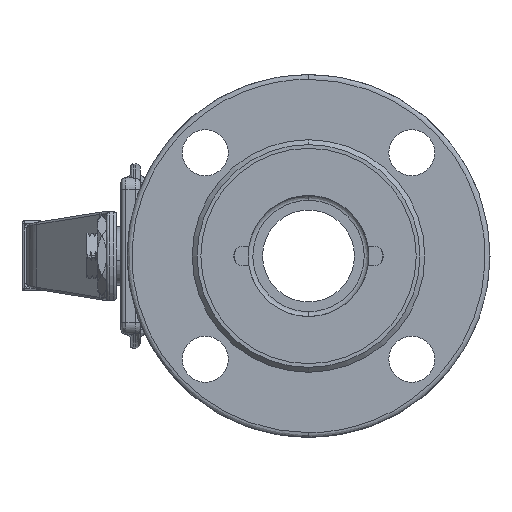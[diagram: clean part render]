
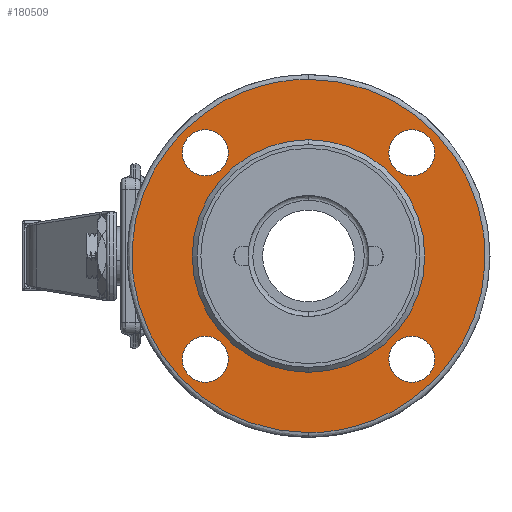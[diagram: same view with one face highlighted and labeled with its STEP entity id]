
A CAD part, left-side view. The second image highlights one B-rep face of the part: STEP entity #180509.
In plain terms, the highlighted planar face has unit normal (-1, 0, 0).
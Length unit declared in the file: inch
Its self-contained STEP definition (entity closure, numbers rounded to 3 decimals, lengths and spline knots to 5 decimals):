
#684 = VERTEX_POINT ( 'NONE', #207478 ) ;
#953 = EDGE_CURVE ( 'NONE', #158663, #166736, #194821, .T. ) ;
#4947 = EDGE_CURVE ( 'NONE', #152390, #202896, #17603, .T. ) ;
#5697 = CARTESIAN_POINT ( 'NONE',  ( -2.48031, -1.68007, -1.30606 ) ) ;
#5879 = CARTESIAN_POINT ( 'NONE',  ( -2.48031, 2.95276, 0. ) ) ;
#7058 = FACE_BOUND ( 'NONE', #76976, .T. ) ;
#9394 = PLANE ( 'NONE',  #175736 ) ;
#11324 = CIRCLE ( 'NONE', #33983, 0.37402 ) ;
#12250 = CARTESIAN_POINT ( 'NONE',  ( -2.48031, 0., 2.87402 ) ) ;
#12820 = EDGE_LOOP ( 'NONE', ( #182253, #205054 ) ) ;
#14579 = VERTEX_POINT ( 'NONE', #5697 ) ;
#14693 = DIRECTION ( 'NONE',  ( 1., 0., 0. ) ) ;
#16749 = CARTESIAN_POINT ( 'NONE',  ( -2.48031, 1.68007, -1.68007 ) ) ;
#17502 = DIRECTION ( 'NONE',  ( 0., 0., -1. ) ) ;
#17603 = CIRCLE ( 'NONE', #55546, 1.89173 ) ;
#17986 = AXIS2_PLACEMENT_3D ( 'NONE', #177890, #144620, #179055 ) ;
#18097 = ORIENTED_EDGE ( 'NONE', *, *, #208993, .T. ) ;
#18573 = CARTESIAN_POINT ( 'NONE',  ( -2.48031, 0., 0. ) ) ;
#18890 = DIRECTION ( 'NONE',  ( 1., 0., 0. ) ) ;
#18982 = EDGE_LOOP ( 'NONE', ( #219282, #162913 ) ) ;
#20721 = ORIENTED_EDGE ( 'NONE', *, *, #203817, .T. ) ;
#24188 = EDGE_LOOP ( 'NONE', ( #20721, #178192 ) ) ;
#28638 = CARTESIAN_POINT ( 'NONE',  ( -2.48031, 0., -2.87402 ) ) ;
#31177 = AXIS2_PLACEMENT_3D ( 'NONE', #193875, #14693, #47987 ) ;
#31201 = CARTESIAN_POINT ( 'NONE',  ( -2.48031, 0., -2.87402 ) ) ;
#32355 = CARTESIAN_POINT ( 'NONE',  ( -2.48031, 5.74803, 2.87402 ) ) ;
#33983 = AXIS2_PLACEMENT_3D ( 'NONE', #213955, #34795, #37138 ) ;
#34145 = DIRECTION ( 'NONE',  ( 1., 0., 0. ) ) ;
#34677 = CARTESIAN_POINT ( 'NONE',  ( -2.48031, 5.74803, -2.87402 ) ) ;
#34795 = DIRECTION ( 'NONE',  ( 1., 0., 0. ) ) ;
#37095 = EDGE_CURVE ( 'NONE', #76059, #234639, #11324, .T. ) ;
#37138 = DIRECTION ( 'NONE',  ( 0., 0., -1. ) ) ;
#43119 = AXIS2_PLACEMENT_3D ( 'NONE', #18573, #179929, #70797 ) ;
#44980 = FACE_OUTER_BOUND ( 'NONE', #207210, .T. ) ;
#45584 = CARTESIAN_POINT ( 'NONE',  ( -2.48031, 0., 2.87402 ) ) ;
#46900 = VERTEX_POINT ( 'NONE', #28638 ) ;
#47987 = DIRECTION ( 'NONE',  ( 0., 0., -1. ) ) ;
#50142 = CIRCLE ( 'NONE', #31177, 0.37402 ) ;
#51866 = AXIS2_PLACEMENT_3D ( 'NONE', #16749, #92622, #233813 ) ;
#55546 = AXIS2_PLACEMENT_3D ( 'NONE', #131833, #97416, #151998 ) ;
#60557 = DIRECTION ( 'NONE',  ( 1., 0., 0. ) ) ;
#67274 = VERTEX_POINT ( 'NONE', #207430 ) ;
#70797 = DIRECTION ( 'NONE',  ( 0., 0., -1. ) ) ;
#72984 = CARTESIAN_POINT ( 'NONE',  ( -2.48031, -5.74803, 2.87402 ) ) ;
#76059 = VERTEX_POINT ( 'NONE', #152961 ) ;
#76976 = EDGE_LOOP ( 'NONE', ( #217401, #18097 ) ) ;
#78893 = CARTESIAN_POINT ( 'NONE',  ( -2.48031, 0., -1.89173 ) ) ;
#79409 = FACE_BOUND ( 'NONE', #24188, .T. ) ;
#81747 = DIRECTION ( 'NONE',  ( 0., 0., -1. ) ) ;
#82583 = CARTESIAN_POINT ( 'NONE',  ( -2.48031, 1.68007, 2.05409 ) ) ;
#82679 = CARTESIAN_POINT ( 'NONE',  ( -2.48031, -1.68007, 1.30606 ) ) ;
#82838 = ORIENTED_EDGE ( 'NONE', *, *, #201077, .F. ) ;
#84021 = CARTESIAN_POINT ( 'NONE',  ( -2.48031, -1.68007, 2.05409 ) ) ;
#90439 = EDGE_CURVE ( 'NONE', #183116, #46900, #188390, .T. ) ;
#92622 = DIRECTION ( 'NONE',  ( 1., 0., 0. ) ) ;
#96969 = AXIS2_PLACEMENT_3D ( 'NONE', #173902, #209472, #119331 ) ;
#97416 = DIRECTION ( 'NONE',  ( -1., 0., 0. ) ) ;
#117474 = DIRECTION ( 'NONE',  ( 0., 0., -1. ) ) ;
#119331 = DIRECTION ( 'NONE',  ( 0., 0., -1. ) ) ;
#120879 = EDGE_CURVE ( 'NONE', #234639, #76059, #50142, .T. ) ;
#131833 = CARTESIAN_POINT ( 'NONE',  ( -2.48031, 0., 0. ) ) ;
#133957 = ORIENTED_EDGE ( 'NONE', *, *, #90439, .F. ) ;
#133976 = DIRECTION ( 'NONE',  ( 1., 0., 0. ) ) ;
#134212 = AXIS2_PLACEMENT_3D ( 'NONE', #181202, #34145, #17502 ) ;
#134917 = AXIS2_PLACEMENT_3D ( 'NONE', #188690, #60557, #117474 ) ;
#135402 = CIRCLE ( 'NONE', #17986, 0.37402 ) ;
#143509 = DIRECTION ( 'NONE',  ( 0., 0., -1. ) ) ;
#144620 = DIRECTION ( 'NONE',  ( 1., 0., 0. ) ) ;
#151998 = DIRECTION ( 'NONE',  ( 0., 0., -1. ) ) ;
#152390 = VERTEX_POINT ( 'NONE', #78893 ) ;
#152961 = CARTESIAN_POINT ( 'NONE',  ( -2.48031, 1.68007, 1.30606 ) ) ;
#154136 = FACE_BOUND ( 'NONE', #12820, .T. ) ;
#157466 = CIRCLE ( 'NONE', #187759, 0.37402 ) ;
#158663 = VERTEX_POINT ( 'NONE', #84021 ) ;
#160830 = CARTESIAN_POINT ( 'NONE',  ( -2.48031, 0., -2.87402 ) ) ;
#161281 = CIRCLE ( 'NONE', #96969, 0.37402 ) ;
#162913 = ORIENTED_EDGE ( 'NONE', *, *, #178970, .T. ) ;
#163160 = CARTESIAN_POINT ( 'NONE',  ( -2.48031, 0., 2.87402 ) ) ;
#163780 =( BOUNDED_CURVE ( )  B_SPLINE_CURVE ( 3, ( #31201, #34677, #32355, #12250 ),
 .UNSPECIFIED., .F., .F. ) 
 B_SPLINE_CURVE_WITH_KNOTS ( ( 4, 4 ),
 ( 0., 1. ),
 .UNSPECIFIED. ) 
 CURVE ( )  GEOMETRIC_REPRESENTATION_ITEM ( )  RATIONAL_B_SPLINE_CURVE ( ( 1., 0.333, 0.333, 1. ) ) 
 REPRESENTATION_ITEM ( '' )  );
#166736 = VERTEX_POINT ( 'NONE', #82679 ) ;
#173437 = VERTEX_POINT ( 'NONE', #210820 ) ;
#173902 = CARTESIAN_POINT ( 'NONE',  ( -2.48031, 1.68007, -1.68007 ) ) ;
#175736 = AXIS2_PLACEMENT_3D ( 'NONE', #5879, #133976, #81747 ) ;
#177890 = CARTESIAN_POINT ( 'NONE',  ( -2.48031, -1.68007, -1.68007 ) ) ;
#178192 = ORIENTED_EDGE ( 'NONE', *, *, #953, .T. ) ;
#178970 = EDGE_CURVE ( 'NONE', #14579, #684, #135402, .T. ) ;
#179055 = DIRECTION ( 'NONE',  ( 0., 0., -1. ) ) ;
#179929 = DIRECTION ( 'NONE',  ( -1., 0., 0. ) ) ;
#180337 = EDGE_CURVE ( 'NONE', #202896, #152390, #190838, .T. ) ;
#180509 = ADVANCED_FACE ( 'NONE', ( #224123, #154136, #7058, #207491, #79409, #44980 ), #9394, .F. ) ;
#181202 = CARTESIAN_POINT ( 'NONE',  ( -2.48031, -1.68007, 1.68007 ) ) ;
#182253 = ORIENTED_EDGE ( 'NONE', *, *, #37095, .T. ) ;
#183116 = VERTEX_POINT ( 'NONE', #45584 ) ;
#184427 = ORIENTED_EDGE ( 'NONE', *, *, #180337, .F. ) ;
#187759 = AXIS2_PLACEMENT_3D ( 'NONE', #232468, #18890, #143509 ) ;
#188390 =( BOUNDED_CURVE ( )  B_SPLINE_CURVE ( 3, ( #163160, #72984, #201067, #160830 ),
 .UNSPECIFIED., .F., .F. ) 
 B_SPLINE_CURVE_WITH_KNOTS ( ( 4, 4 ),
 ( 0., 1. ),
 .UNSPECIFIED. ) 
 CURVE ( )  GEOMETRIC_REPRESENTATION_ITEM ( )  RATIONAL_B_SPLINE_CURVE ( ( 1., 0.333, 0.333, 1. ) ) 
 REPRESENTATION_ITEM ( '' )  );
#188690 = CARTESIAN_POINT ( 'NONE',  ( -2.48031, -1.68007, -1.68007 ) ) ;
#190838 = CIRCLE ( 'NONE', #43119, 1.89173 ) ;
#191753 = CARTESIAN_POINT ( 'NONE',  ( -2.48031, 0., 1.89173 ) ) ;
#193875 = CARTESIAN_POINT ( 'NONE',  ( -2.48031, 1.68007, 1.68007 ) ) ;
#194821 = CIRCLE ( 'NONE', #134212, 0.37402 ) ;
#199365 = CIRCLE ( 'NONE', #134917, 0.37402 ) ;
#201067 = CARTESIAN_POINT ( 'NONE',  ( -2.48031, -5.74803, -2.87402 ) ) ;
#201077 = EDGE_CURVE ( 'NONE', #46900, #183116, #163780, .T. ) ;
#202896 = VERTEX_POINT ( 'NONE', #191753 ) ;
#203817 = EDGE_CURVE ( 'NONE', #166736, #158663, #157466, .T. ) ;
#205054 = ORIENTED_EDGE ( 'NONE', *, *, #120879, .T. ) ;
#207210 = EDGE_LOOP ( 'NONE', ( #82838, #133957 ) ) ;
#207430 = CARTESIAN_POINT ( 'NONE',  ( -2.48031, 1.68007, -2.05409 ) ) ;
#207478 = CARTESIAN_POINT ( 'NONE',  ( -2.48031, -1.68007, -2.05409 ) ) ;
#207491 = FACE_BOUND ( 'NONE', #18982, .T. ) ;
#208993 = EDGE_CURVE ( 'NONE', #173437, #67274, #161281, .T. ) ;
#209472 = DIRECTION ( 'NONE',  ( 1., 0., 0. ) ) ;
#210820 = CARTESIAN_POINT ( 'NONE',  ( -2.48031, 1.68007, -1.30606 ) ) ;
#211416 = EDGE_CURVE ( 'NONE', #684, #14579, #199365, .T. ) ;
#211816 = EDGE_LOOP ( 'NONE', ( #211855, #184427 ) ) ;
#211855 = ORIENTED_EDGE ( 'NONE', *, *, #4947, .F. ) ;
#213955 = CARTESIAN_POINT ( 'NONE',  ( -2.48031, 1.68007, 1.68007 ) ) ;
#215441 = EDGE_CURVE ( 'NONE', #67274, #173437, #226143, .T. ) ;
#217401 = ORIENTED_EDGE ( 'NONE', *, *, #215441, .T. ) ;
#219282 = ORIENTED_EDGE ( 'NONE', *, *, #211416, .T. ) ;
#224123 = FACE_BOUND ( 'NONE', #211816, .T. ) ;
#226143 = CIRCLE ( 'NONE', #51866, 0.37402 ) ;
#232468 = CARTESIAN_POINT ( 'NONE',  ( -2.48031, -1.68007, 1.68007 ) ) ;
#233813 = DIRECTION ( 'NONE',  ( 0., 0., -1. ) ) ;
#234639 = VERTEX_POINT ( 'NONE', #82583 ) ;
